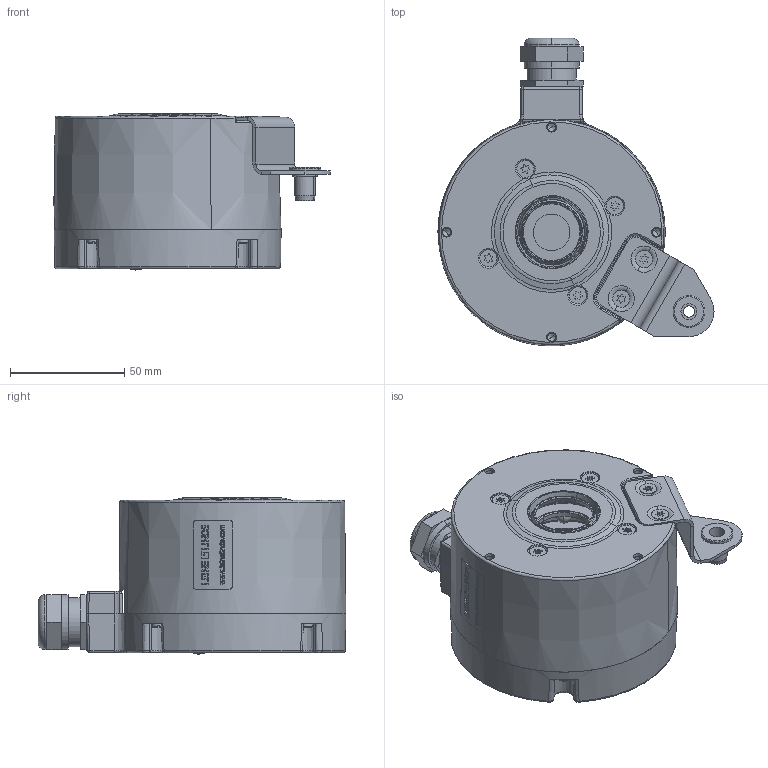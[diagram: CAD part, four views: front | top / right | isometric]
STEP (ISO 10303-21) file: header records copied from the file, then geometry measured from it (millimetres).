
FILE_DESCRIPTION((''),'2;1');
FILE_NAME('744421','2010-11-30T',('se2802'),(''),'PRO/ENGINEER BY PARAMETRIC TECHNOLOGY CORPORATION, 2010180','PRO/ENGINEER BY PARAMETRIC TECHNOLOGY CORPORATION, 2010180','');
FILE_SCHEMA(('CONFIG_CONTROL_DESIGN'));
Length unit declared in the file: millimetre
Products named in the file (1): 744421
Bounding box: 121.03 x 134.85 x 68.53 mm (x, y, z)
Volume: 268202.1 mm3; surface area: 113062.8 mm2
Topology: 33 solids, 33 shells, 1870 faces, 4790 edges, 2974 vertices
Faces by surface type: plane 600, cylinder 386, extrusion 324, cone 207, torus 147, bspline 112, sphere 94
Entity records: 90040 total; most frequent: CARTESIAN_POINT 47713, ORIENTED_EDGE 9324, DIRECTION 7705, EDGE_CURVE 4662, VERTEX_POINT 2974, AXIS2_PLACEMENT_3D 2799, VECTOR 2107, EDGE_LOOP 2014
